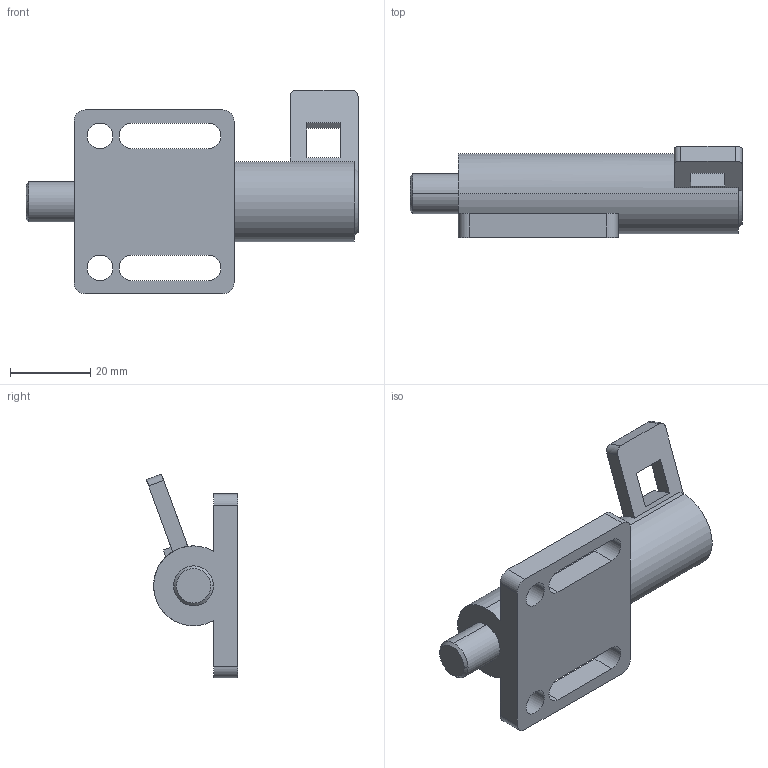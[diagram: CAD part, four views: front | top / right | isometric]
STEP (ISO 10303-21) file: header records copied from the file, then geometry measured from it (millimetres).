
FILE_DESCRIPTION(('STEP AP214'),'1');
FILE_NAME('HALDERN_EH_22120_1132.stp','2017-07-04T09:08:13',('TraceParts'),('TraceParts S.A.'),'Spatial InterOp 3D',' ',' ');
FILE_SCHEMA(('automotive_design'));
Length unit declared in the file: millimetre
Products named in the file (2): HALDERN_EH_22120_1132_1; HALDERN_EH_22120_1132_2
Bounding box: 83 x 22.8 x 50.94 mm (x, y, z)
Volume: 30210.1 mm3; surface area: 14449.6 mm2
Topology: 2 solids, 2 shells, 62 faces, 173 edges, 115 vertices
Faces by surface type: cylinder 30, plane 28, cone 4
Entity records: 2572 total; most frequent: DIRECTION 373, CARTESIAN_POINT 356, ORIENTED_EDGE 346, EDGE_CURVE 173, AXIS2_PLACEMENT_3D 138, VERTEX_POINT 115, LINE 97, VECTOR 97
